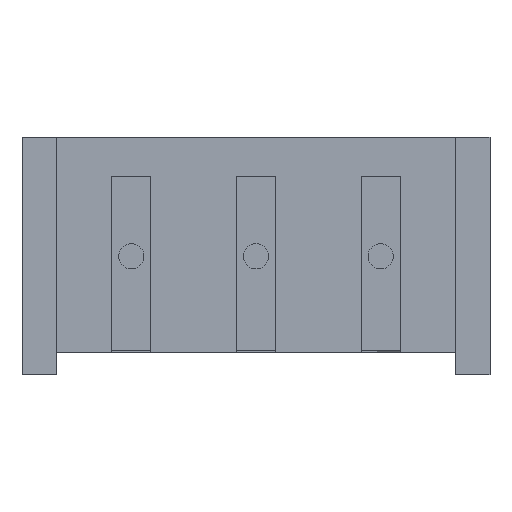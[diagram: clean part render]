
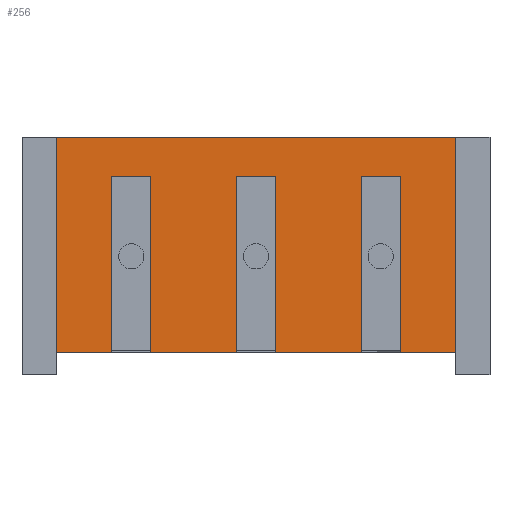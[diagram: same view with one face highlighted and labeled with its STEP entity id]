
A CAD part, front view. The second image highlights one B-rep face of the part: STEP entity #256.
In plain terms, the highlighted planar face has unit normal (0, -1, 0).
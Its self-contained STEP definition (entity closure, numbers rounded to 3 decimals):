
#118 = VERTEX_POINT ( 'NONE', #1509 ) ;
#256 = ADVANCED_FACE ( 'NONE', ( #8071 ), #3755, .F. ) ;
#326 = DIRECTION ( 'NONE',  ( 1., 0., 0. ) ) ;
#486 = CARTESIAN_POINT ( 'NONE',  ( 0.4, 0.7, -1.955 ) ) ;
#490 = LINE ( 'NONE', #4318, #6780 ) ;
#990 = DIRECTION ( 'NONE',  ( 0., 0., -1. ) ) ;
#1509 = CARTESIAN_POINT ( 'NONE',  ( 2.94, 0.7, 1.615 ) ) ;
#1554 = EDGE_CURVE ( 'NONE', #17195, #18342, #17744, .T. ) ;
#1654 = VECTOR ( 'NONE', #13329, 1000. ) ;
#1845 = CARTESIAN_POINT ( 'NONE',  ( 2.94, 0.7, 2.415 ) ) ;
#1877 = LINE ( 'NONE', #14238, #5731 ) ;
#1884 = CARTESIAN_POINT ( 'NONE',  ( -2.14, 0.7, 1.615 ) ) ;
#2020 = VECTOR ( 'NONE', #2964, 1000. ) ;
#2221 = ORIENTED_EDGE ( 'NONE', *, *, #4382, .F. ) ;
#2433 = CARTESIAN_POINT ( 'NONE',  ( 4.765, 0.7, 2.415 ) ) ;
#2620 = LINE ( 'NONE', #15453, #13512 ) ;
#2843 = VERTEX_POINT ( 'NONE', #486 ) ;
#2934 = VERTEX_POINT ( 'NONE', #10897 ) ;
#2964 = DIRECTION ( 'NONE',  ( 0., 0., -1. ) ) ;
#3001 = EDGE_CURVE ( 'NONE', #16062, #14873, #6988, .T. ) ;
#3032 = CARTESIAN_POINT ( 'NONE',  ( 0., 0.7, -1.955 ) ) ;
#3371 = EDGE_CURVE ( 'NONE', #10716, #3523, #8337, .T. ) ;
#3523 = VERTEX_POINT ( 'NONE', #8975 ) ;
#3638 = ORIENTED_EDGE ( 'NONE', *, *, #9182, .F. ) ;
#3755 = PLANE ( 'NONE',  #17761 ) ;
#3775 = CARTESIAN_POINT ( 'NONE',  ( 4.065, 0.7, 2.415 ) ) ;
#4078 = VECTOR ( 'NONE', #16159, 1000. ) ;
#4318 = CARTESIAN_POINT ( 'NONE',  ( -2.94, 0.7, 2.415 ) ) ;
#4382 = EDGE_CURVE ( 'NONE', #2934, #16062, #1877, .T. ) ;
#4451 = LINE ( 'NONE', #11451, #2020 ) ;
#4611 = EDGE_CURVE ( 'NONE', #17549, #7503, #18404, .T. ) ;
#4792 = LINE ( 'NONE', #11877, #16877 ) ;
#5479 = ORIENTED_EDGE ( 'NONE', *, *, #1554, .F. ) ;
#5731 = VECTOR ( 'NONE', #7468, 1000. ) ;
#5751 = DIRECTION ( 'NONE',  ( 0., 0., -1. ) ) ;
#5961 = CARTESIAN_POINT ( 'NONE',  ( -2.14, 0.7, 2.415 ) ) ;
#5995 = VECTOR ( 'NONE', #18064, 1000. ) ;
#6051 = CARTESIAN_POINT ( 'NONE',  ( -2.94, 0.7, 1.615 ) ) ;
#6356 = CARTESIAN_POINT ( 'NONE',  ( 2.14, 0.7, -1.955 ) ) ;
#6454 = ORIENTED_EDGE ( 'NONE', *, *, #7346, .F. ) ;
#6780 = VECTOR ( 'NONE', #11831, 1000. ) ;
#6988 = LINE ( 'NONE', #2433, #5995 ) ;
#7204 = ORIENTED_EDGE ( 'NONE', *, *, #12360, .F. ) ;
#7341 = ORIENTED_EDGE ( 'NONE', *, *, #17434, .F. ) ;
#7346 = EDGE_CURVE ( 'NONE', #118, #17195, #14751, .T. ) ;
#7431 = VERTEX_POINT ( 'NONE', #7695 ) ;
#7468 = DIRECTION ( 'NONE',  ( 0., 0., 1. ) ) ;
#7503 = VERTEX_POINT ( 'NONE', #17708 ) ;
#7561 = LINE ( 'NONE', #5961, #11737 ) ;
#7695 = CARTESIAN_POINT ( 'NONE',  ( -0.4, 0.7, 1.615 ) ) ;
#7812 = CARTESIAN_POINT ( 'NONE',  ( 4.065, 0.7, -1.955 ) ) ;
#8069 = CARTESIAN_POINT ( 'NONE',  ( 4.065, 0.7, -1.955 ) ) ;
#8071 = FACE_OUTER_BOUND ( 'NONE', #15145, .T. ) ;
#8286 = ORIENTED_EDGE ( 'NONE', *, *, #17655, .F. ) ;
#8337 = LINE ( 'NONE', #8069, #15792 ) ;
#8391 = CARTESIAN_POINT ( 'NONE',  ( -0.4, 0.7, -1.955 ) ) ;
#8732 = DIRECTION ( 'NONE',  ( 1., 0., 0. ) ) ;
#8868 = DIRECTION ( 'NONE',  ( 0., 0., 1. ) ) ;
#8901 = ORIENTED_EDGE ( 'NONE', *, *, #12815, .F. ) ;
#8975 = CARTESIAN_POINT ( 'NONE',  ( -2.14, 0.7, -1.955 ) ) ;
#9182 = EDGE_CURVE ( 'NONE', #14873, #7503, #15199, .T. ) ;
#9342 = CARTESIAN_POINT ( 'NONE',  ( -2.94, 0.7, -1.955 ) ) ;
#9617 = EDGE_CURVE ( 'NONE', #2843, #17818, #4792, .T. ) ;
#10067 = CARTESIAN_POINT ( 'NONE',  ( 0.4, 0.7, 1.615 ) ) ;
#10263 = EDGE_CURVE ( 'NONE', #17549, #118, #14683, .T. ) ;
#10325 = ORIENTED_EDGE ( 'NONE', *, *, #10263, .F. ) ;
#10716 = VERTEX_POINT ( 'NONE', #8391 ) ;
#10897 = CARTESIAN_POINT ( 'NONE',  ( -4.065, 0.7, -1.955 ) ) ;
#11140 = CARTESIAN_POINT ( 'NONE',  ( 2.14, 0.7, 1.615 ) ) ;
#11221 = VECTOR ( 'NONE', #5751, 1000. ) ;
#11451 = CARTESIAN_POINT ( 'NONE',  ( -0.4, 0.7, 2.415 ) ) ;
#11475 = ORIENTED_EDGE ( 'NONE', *, *, #9617, .F. ) ;
#11737 = VECTOR ( 'NONE', #17138, 1000. ) ;
#11761 = EDGE_CURVE ( 'NONE', #17818, #7431, #11849, .T. ) ;
#11831 = DIRECTION ( 'NONE',  ( 0., 0., -1. ) ) ;
#11848 = ORIENTED_EDGE ( 'NONE', *, *, #13045, .F. ) ;
#11849 = LINE ( 'NONE', #14544, #1654 ) ;
#11877 = CARTESIAN_POINT ( 'NONE',  ( 0.4, 0.7, 2.415 ) ) ;
#12043 = ORIENTED_EDGE ( 'NONE', *, *, #11761, .F. ) ;
#12138 = CARTESIAN_POINT ( 'NONE',  ( 4.065, 0.7, 1.615 ) ) ;
#12237 = CARTESIAN_POINT ( 'NONE',  ( 2.14, 0.7, 2.415 ) ) ;
#12299 = ORIENTED_EDGE ( 'NONE', *, *, #3001, .F. ) ;
#12335 = CARTESIAN_POINT ( 'NONE',  ( 4.065, 0.7, 2.415 ) ) ;
#12360 = EDGE_CURVE ( 'NONE', #18342, #2843, #13736, .T. ) ;
#12815 = EDGE_CURVE ( 'NONE', #15621, #16154, #490, .T. ) ;
#13045 = EDGE_CURVE ( 'NONE', #7431, #10716, #4451, .T. ) ;
#13069 = LINE ( 'NONE', #14547, #16982 ) ;
#13264 = DIRECTION ( 'NONE',  ( 0., 0., 1. ) ) ;
#13329 = DIRECTION ( 'NONE',  ( -1., 0., 0. ) ) ;
#13462 = DIRECTION ( 'NONE',  ( -1., 0., 0. ) ) ;
#13512 = VECTOR ( 'NONE', #15546, 1000. ) ;
#13675 = CARTESIAN_POINT ( 'NONE',  ( 2.94, 0.7, -1.955 ) ) ;
#13736 = LINE ( 'NONE', #7812, #13929 ) ;
#13929 = VECTOR ( 'NONE', #13462, 1000. ) ;
#13992 = DIRECTION ( 'NONE',  ( -1., 0., 0. ) ) ;
#14238 = CARTESIAN_POINT ( 'NONE',  ( -4.065, 0.7, 2.415 ) ) ;
#14544 = CARTESIAN_POINT ( 'NONE',  ( 4.065, 0.7, 1.615 ) ) ;
#14547 = CARTESIAN_POINT ( 'NONE',  ( 0., 0.7, -1.955 ) ) ;
#14609 = EDGE_CURVE ( 'NONE', #2934, #16154, #13069, .T. ) ;
#14683 = LINE ( 'NONE', #1845, #4078 ) ;
#14746 = CARTESIAN_POINT ( 'NONE',  ( -4.065, 0.7, 2.415 ) ) ;
#14751 = LINE ( 'NONE', #12138, #15186 ) ;
#14873 = VERTEX_POINT ( 'NONE', #3775 ) ;
#14969 = VECTOR ( 'NONE', #8732, 1000. ) ;
#15145 = EDGE_LOOP ( 'NONE', ( #7204, #5479, #6454, #10325, #15280, #3638, #12299, #2221, #17290, #8901, #8286, #7341, #17722, #11848, #12043, #11475 ) ) ;
#15186 = VECTOR ( 'NONE', #17733, 1000. ) ;
#15199 = LINE ( 'NONE', #15880, #11221 ) ;
#15220 = DIRECTION ( 'NONE',  ( 0., 1., 0. ) ) ;
#15280 = ORIENTED_EDGE ( 'NONE', *, *, #4611, .T. ) ;
#15453 = CARTESIAN_POINT ( 'NONE',  ( 4.065, 0.7, 1.615 ) ) ;
#15546 = DIRECTION ( 'NONE',  ( -1., 0., 0. ) ) ;
#15621 = VERTEX_POINT ( 'NONE', #6051 ) ;
#15792 = VECTOR ( 'NONE', #13992, 1000. ) ;
#15880 = CARTESIAN_POINT ( 'NONE',  ( 4.065, 0.7, 2.415 ) ) ;
#16062 = VERTEX_POINT ( 'NONE', #14746 ) ;
#16154 = VERTEX_POINT ( 'NONE', #9342 ) ;
#16159 = DIRECTION ( 'NONE',  ( 0., 0., 1. ) ) ;
#16877 = VECTOR ( 'NONE', #13264, 1000. ) ;
#16982 = VECTOR ( 'NONE', #326, 1000. ) ;
#17138 = DIRECTION ( 'NONE',  ( 0., 0., 1. ) ) ;
#17195 = VERTEX_POINT ( 'NONE', #11140 ) ;
#17290 = ORIENTED_EDGE ( 'NONE', *, *, #14609, .T. ) ;
#17369 = VERTEX_POINT ( 'NONE', #1884 ) ;
#17434 = EDGE_CURVE ( 'NONE', #3523, #17369, #7561, .T. ) ;
#17549 = VERTEX_POINT ( 'NONE', #13675 ) ;
#17655 = EDGE_CURVE ( 'NONE', #17369, #15621, #2620, .T. ) ;
#17708 = CARTESIAN_POINT ( 'NONE',  ( 4.065, 0.7, -1.955 ) ) ;
#17722 = ORIENTED_EDGE ( 'NONE', *, *, #3371, .F. ) ;
#17733 = DIRECTION ( 'NONE',  ( -1., 0., 0. ) ) ;
#17744 = LINE ( 'NONE', #12237, #18123 ) ;
#17761 = AXIS2_PLACEMENT_3D ( 'NONE', #12335, #15220, #8868 ) ;
#17818 = VERTEX_POINT ( 'NONE', #10067 ) ;
#18064 = DIRECTION ( 'NONE',  ( 1., 0., 0. ) ) ;
#18123 = VECTOR ( 'NONE', #990, 1000. ) ;
#18342 = VERTEX_POINT ( 'NONE', #6356 ) ;
#18404 = LINE ( 'NONE', #3032, #14969 ) ;
